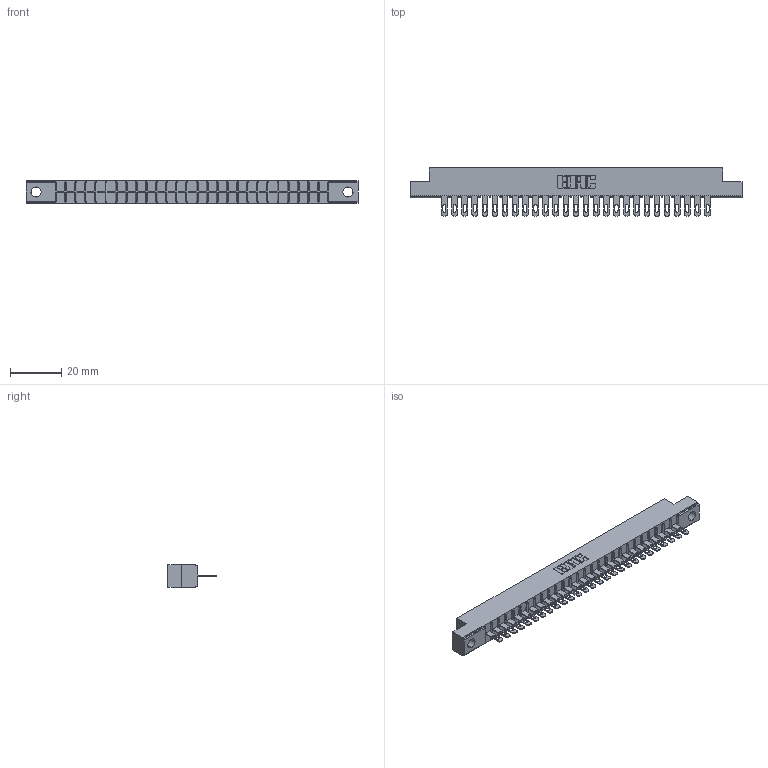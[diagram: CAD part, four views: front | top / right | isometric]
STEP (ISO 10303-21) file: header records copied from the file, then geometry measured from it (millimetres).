
FILE_DESCRIPTION (( 'STEP AP203' ), '1' );
FILE_NAME ('316-027-400-104.STEP', '2020-09-22T22:46:56', ( '' ), ( '' ), 'SwSTEP 2.0', 'SolidWorks 2020', '' );
FILE_SCHEMA (( 'CONFIG_CONTROL_DESIGN' ));
Length unit declared in the file: inch
Products named in the file (3): 316-027-400-104; 306-290-001_100; 306 Part_.156 Dia
Assembly tree (28 placements, depth 2):
  316-027-400-104
    306 Part_.156 Dia
    306-290-001_100  x27
Bounding box: 130 x 18.87 x 8.71 mm (x, y, z)
Volume: 8897.7 mm3; surface area: 13596.1 mm2
Topology: 28 solids, 28 shells, 2182 faces, 6157 edges, 3958 vertices
Faces by surface type: plane 1432, cylinder 642, sphere 108
Entity records: 27704 total; most frequent: CARTESIAN_POINT 4654, ORIENTED_EDGE 4610, DIRECTION 4583, EDGE_CURVE 2305, VECTOR 1801, LINE 1801, VERTEX_POINT 1462, AXIS2_PLACEMENT_3D 1391
